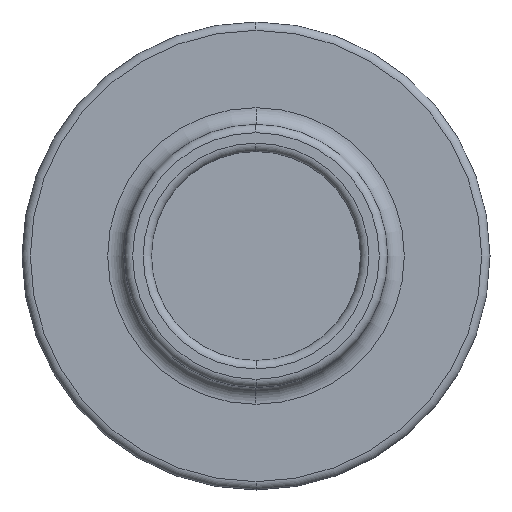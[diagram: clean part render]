
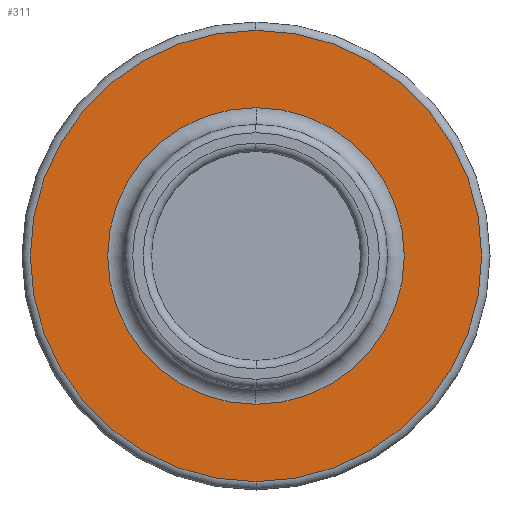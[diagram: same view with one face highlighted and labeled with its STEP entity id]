
A CAD part, front view. The second image highlights one B-rep face of the part: STEP entity #311.
In plain terms, the highlighted planar face has unit normal (0, -1, 0).
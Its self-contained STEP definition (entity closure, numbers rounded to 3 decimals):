
#65=CARTESIAN_POINT('',(0.,19.,0.));
#66=DIRECTION('',(0.,-1.,0.));
#67=DIRECTION('',(0.,0.,1.));
#68=AXIS2_PLACEMENT_3D('',#65,#66,#67);
#70=CARTESIAN_POINT('',(0.,19.,0.));
#71=DIRECTION('',(0.,-1.,0.));
#72=DIRECTION('',(0.,0.,-1.));
#73=AXIS2_PLACEMENT_3D('',#70,#71,#72);
#75=CARTESIAN_POINT('',(0.,19.,0.));
#76=DIRECTION('',(0.,1.,0.));
#77=DIRECTION('',(0.,0.,-1.));
#78=AXIS2_PLACEMENT_3D('',#75,#76,#77);
#80=CARTESIAN_POINT('',(0.,19.,0.));
#81=DIRECTION('',(0.,1.,0.));
#82=DIRECTION('',(0.,0.,1.));
#83=AXIS2_PLACEMENT_3D('',#80,#81,#82);
#174=CARTESIAN_POINT('',(0.,19.,35.5));
#175=CARTESIAN_POINT('',(0.,19.,-35.5));
#176=VERTEX_POINT('',#174);
#177=VERTEX_POINT('',#175);
#186=CARTESIAN_POINT('',(0.,19.,-54.));
#187=CARTESIAN_POINT('',(0.,19.,54.));
#188=VERTEX_POINT('',#186);
#189=VERTEX_POINT('',#187);
#295=CARTESIAN_POINT('',(0.,19.,0.));
#296=DIRECTION('',(0.,-1.,0.));
#297=DIRECTION('',(0.,0.,1.));
#298=AXIS2_PLACEMENT_3D('',#295,#296,#297);
#299=PLANE('',#298);
#301=ORIENTED_EDGE('',*,*,#300,.T.);
#303=ORIENTED_EDGE('',*,*,#302,.T.);
#304=EDGE_LOOP('',(#301,#303));
#305=FACE_OUTER_BOUND('',#304,.F.);
#307=ORIENTED_EDGE('',*,*,#306,.T.);
#308=ORIENTED_EDGE('',*,*,#285,.T.);
#309=EDGE_LOOP('',(#307,#308));
#310=FACE_BOUND('',#309,.F.);
#311=ADVANCED_FACE('',(#305,#310),#299,.T.);
#69=CIRCLE('',#68,35.5);
#74=CIRCLE('',#73,35.5);
#79=CIRCLE('',#78,54.);
#84=CIRCLE('',#83,54.);
#285=EDGE_CURVE('',#177,#176,#74,.T.);
#300=EDGE_CURVE('',#188,#189,#79,.T.);
#302=EDGE_CURVE('',#189,#188,#84,.T.);
#306=EDGE_CURVE('',#176,#177,#69,.T.);
